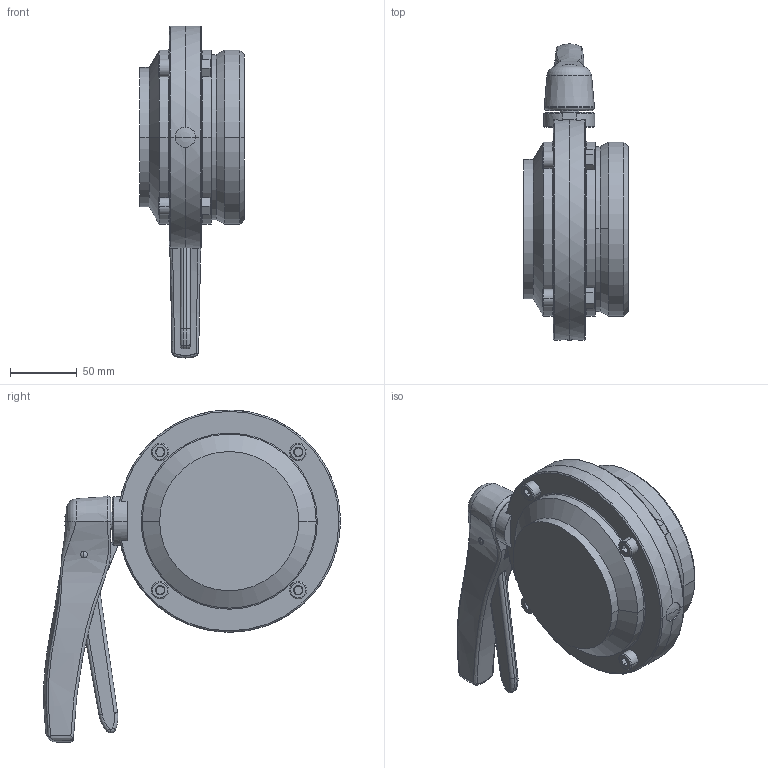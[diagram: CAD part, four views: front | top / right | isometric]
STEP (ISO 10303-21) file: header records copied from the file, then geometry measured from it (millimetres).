
FILE_DESCRIPTION(('OneSpaceDesigner STEP Export'),'2;1');
FILE_NAME('sd956354.stp','2006-06-17T 1:59:00',(''),(''),'OneSpace Designer STEP processor for AP214 (Solid Model)','OneSpace Designer 13.20B 05-Dec-2005 (C) CoCreate Software GmbH','');
FILE_SCHEMA(('AUTOMOTIVE_DESIGN { 1 0 10303 214 1 1 1 1 }'));
Length unit declared in the file: millimetre
Products named in the file (2): 4302.100.130-041_1; Scheibenventil
Assembly tree (1 placements, depth 2):
  Scheibenventil
    4302.100.130-041_1
Bounding box: 78 x 221.55 x 248 mm (x, y, z)
Volume: 1312750.2 mm3; surface area: 131920.4 mm2
Topology: 1 solids, 1 shells, 275 faces, 707 edges, 433 vertices
Faces by surface type: plane 104, cylinder 72, cone 39, torus 28, bspline 18, sphere 8, extrusion 5, revolution 1
Entity records: 19628 total; most frequent: CARTESIAN_POINT 11623, ORIENTED_EDGE 1398, DIRECTION 901, EDGE_CURVE 699, VERTEX_POINT 433, AXIS2_PLACEMENT_3D 304, EDGE_LOOP 294, VECTOR 292
